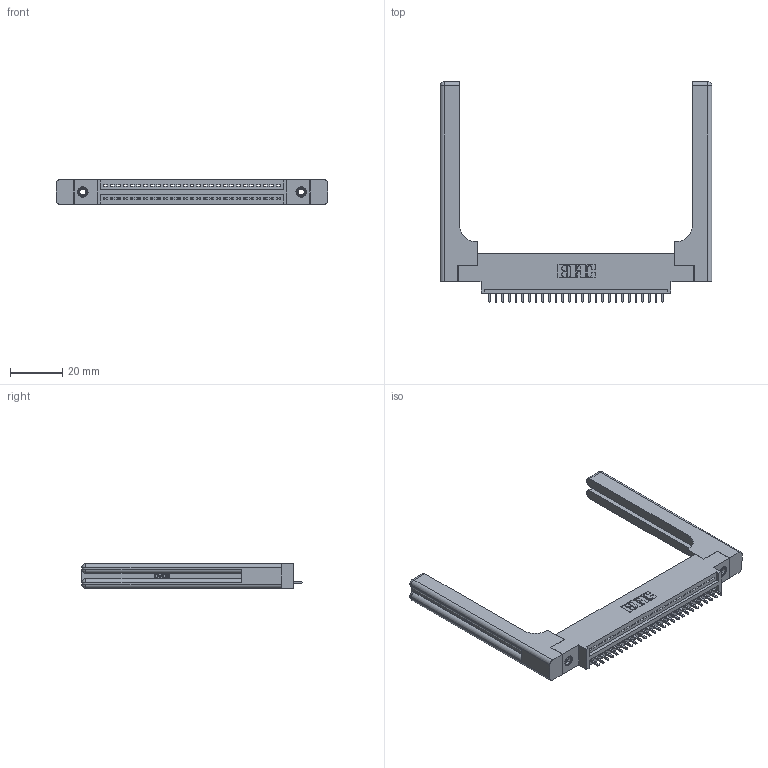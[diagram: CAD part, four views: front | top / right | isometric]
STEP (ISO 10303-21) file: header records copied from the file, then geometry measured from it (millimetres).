
FILE_DESCRIPTION (( 'STEP AP203' ), '1' );
FILE_NAME ('345-027-521-658.STEP', '2019-10-07T03:31:49', ( '' ), ( '' ), 'SwSTEP 2.0', 'SolidWorks 2016', '' );
FILE_SCHEMA (( 'CONFIG_CONTROL_DESIGN' ));
Length unit declared in the file: inch
Products named in the file (5): 345-292-001_345-293-121; 345 Part_0.170 Offset - 0.156 Dia-TH; 345-027-521-658; 345-220-058_345-220-058; 345-250-001_345-250-001-102
Assembly tree (32 placements, depth 2):
  345-027-521-658
    345 Part_0.170 Offset - 0.156 Dia-TH
    345-292-001_345-293-121  x27
    345-250-001_345-250-001-102  x2
    345-220-058_345-220-058  x2
Bounding box: 103.61 x 84 x 9.4 mm (x, y, z)
Volume: 18032.5 mm3; surface area: 17589.1 mm2
Topology: 32 solids, 32 shells, 1952 faces, 5771 edges, 3790 vertices
Faces by surface type: plane 1312, cylinder 580, bspline 36, cone 12, sphere 8, torus 4
Entity records: 27672 total; most frequent: CARTESIAN_POINT 5766, ORIENTED_EDGE 4524, DIRECTION 4004, EDGE_CURVE 2262, VECTOR 1930, LINE 1930, VERTEX_POINT 1498, AXIS2_PLACEMENT_3D 1037
